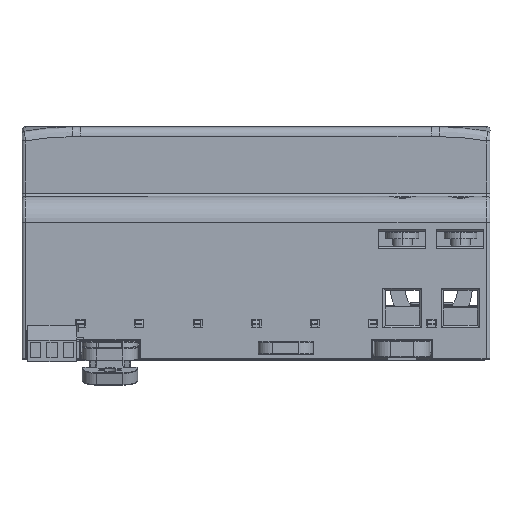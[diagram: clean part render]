
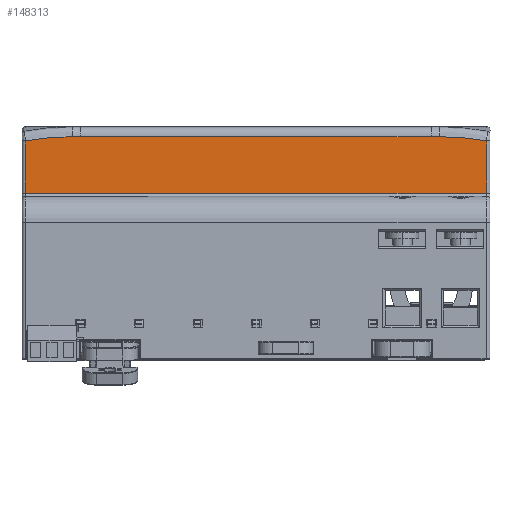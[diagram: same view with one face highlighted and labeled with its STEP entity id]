
A CAD part, left-side view. The second image highlights one B-rep face of the part: STEP entity #148313.
In plain terms, the highlighted planar face has unit normal (-1, 0, 0).
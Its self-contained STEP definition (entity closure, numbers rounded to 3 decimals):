
#101148=DIRECTION('',(0.,-1.,0.));
#101149=VECTOR('',#101148,17.65);
#101150=CARTESIAN_POINT('',(-22.5,-143.7,51.));
#101151=LINE('',#101150,#101149);
#101155=DIRECTION('',(0.,-1.,0.));
#101156=VECTOR('',#101155,16.95);
#101157=CARTESIAN_POINT('',(-22.5,-161.35,51.));
#101158=LINE('',#101157,#101156);
#101184=DIRECTION('',(0.,1.,0.));
#101185=VECTOR('',#101184,106.7);
#101186=CARTESIAN_POINT('',(-22.5,-143.7,51.));
#101187=LINE('',#101186,#101185);
#101191=DIRECTION('',(0.,0.,-1.));
#101192=VECTOR('',#101191,9.);
#101193=CARTESIAN_POINT('',(-22.5,-37.,60.));
#101194=LINE('',#101193,#101192);
#101198=CARTESIAN_POINT('',(-22.5,-37.,
66.994));
#101199=CARTESIAN_POINT('',(-22.5,-37.467,
67.082));
#101200=CARTESIAN_POINT('',(-22.5,-38.606,
67.285));
#101201=CARTESIAN_POINT('',(-22.5,-40.403,
67.559));
#101202=CARTESIAN_POINT('',(-22.5,-42.371,
67.804));
#101203=CARTESIAN_POINT('',(-22.5,-44.286,
67.993));
#101204=CARTESIAN_POINT('',(-22.5,-46.147,
68.132));
#101205=CARTESIAN_POINT('',(-22.5,-47.951,
68.225));
#101206=CARTESIAN_POINT('',(-22.5,-49.7,
68.276));
#101207=CARTESIAN_POINT('',(-22.5,-50.847,
68.286));
#101208=CARTESIAN_POINT('',(-22.5,-51.411,
68.285));
#101213=DIRECTION('',(0.,0.,
-1.));
#101214=VECTOR('',#101213,6.994);
#101215=CARTESIAN_POINT('',(-22.5,-178.3,
66.994));
#101216=LINE('',#101215,#101214);
#101220=DIRECTION('',(0.,0.,-1.));
#101221=VECTOR('',#101220,9.);
#101222=CARTESIAN_POINT('',(-22.5,-178.3,60.));
#101223=LINE('',#101222,#101221);
#101242=DIRECTION('',(0.,0.,
-1.));
#101243=VECTOR('',#101242,6.994);
#101244=CARTESIAN_POINT('',(-22.5,-37.,
66.994));
#101245=LINE('',#101244,#101243);
#116266=CARTESIAN_POINT('',(-22.5,-178.3,
66.994));
#116267=CARTESIAN_POINT('',(-22.5,-177.846,
67.08));
#116268=CARTESIAN_POINT('',(-22.5,-176.921,
67.245));
#116269=CARTESIAN_POINT('',(-22.5,-175.51,
67.468));
#116270=CARTESIAN_POINT('',(-22.5,-174.011,
67.674));
#116271=CARTESIAN_POINT('',(-22.5,-172.528,
67.847));
#116272=CARTESIAN_POINT('',(-22.5,-170.985,
67.996));
#116273=CARTESIAN_POINT('',(-22.5,-169.357,
68.12));
#116274=CARTESIAN_POINT('',(-22.5,-167.698,
68.211));
#116275=CARTESIAN_POINT('',(-22.5,-165.893,
68.272));
#116276=CARTESIAN_POINT('',(-22.5,-164.575,
68.285));
#116277=CARTESIAN_POINT('',(-22.5,-163.889,
68.284));
#116318=DIRECTION('',(0.,1.,-0.001));
#116319=VECTOR('',#116318,2.489);
#116320=CARTESIAN_POINT('',(-22.5,-163.889,
68.284));
#116321=LINE('',#116320,#116319);
#116325=DIRECTION('',(0.001,1.,-0.004));
#116326=VECTOR('',#116325,0.05);
#116327=CARTESIAN_POINT('',(-22.5,-161.4,
68.283));
#116328=LINE('',#116327,#116326);
#116332=DIRECTION('',(0.,1.,
0.));
#116333=VECTOR('',#116332,17.65);
#116334=CARTESIAN_POINT('',(-22.5,-161.35,68.282));
#116335=LINE('',#116334,#116333);
#116339=DIRECTION('',(0.,1.,0.));
#116340=VECTOR('',#116339,89.75);
#116341=CARTESIAN_POINT('',(-22.5,-143.7,
68.282));
#116342=LINE('',#116341,#116340);
#116346=DIRECTION('',(0.,1.,0.));
#116347=VECTOR('',#116346,0.05);
#116348=CARTESIAN_POINT('',(-22.5,-53.95,68.282));
#116349=LINE('',#116348,#116347);
#116434=CARTESIAN_POINT('',(-22.5,-53.9,
68.282));
#116435=CARTESIAN_POINT('',(-22.5,-53.623,
68.282));
#116436=CARTESIAN_POINT('',(-22.5,-53.07,
68.283));
#116437=CARTESIAN_POINT('',(-22.5,-52.241,
68.283));
#116438=CARTESIAN_POINT('',(-22.5,-51.688,
68.284));
#116439=CARTESIAN_POINT('',(-22.5,-51.411,
68.285));
#139334=CARTESIAN_POINT('',(-22.5,-37.,51.));
#139335=VERTEX_POINT('',#139334);
#139562=VERTEX_POINT('',#101198);
#139563=VERTEX_POINT('',#101208);
#139564=VERTEX_POINT('',#116434);
#139585=CARTESIAN_POINT('',(-22.5,-37.,60.));
#139586=VERTEX_POINT('',#139585);
#139605=CARTESIAN_POINT('',(-22.5,-53.95,68.282));
#139606=VERTEX_POINT('',#139605);
#142223=CARTESIAN_POINT('',(-22.5,-178.3,66.994));
#142225=VERTEX_POINT('',#142223);
#142228=CARTESIAN_POINT('',(-22.5,-178.3,60.));
#142229=VERTEX_POINT('',#142228);
#142230=CARTESIAN_POINT('',(-22.5,-178.3,51.));
#142231=VERTEX_POINT('',#142230);
#142232=CARTESIAN_POINT('',(-22.5,-161.4,
68.283));
#142233=CARTESIAN_POINT('',(-22.5,-161.35,68.282));
#142234=VERTEX_POINT('',#142232);
#142235=VERTEX_POINT('',#142233);
#143051=VERTEX_POINT('',#116277);
#143281=CARTESIAN_POINT('',(-22.5,-161.35,51.));
#143282=VERTEX_POINT('',#143281);
#144349=CARTESIAN_POINT('',(-22.5,-143.7,
68.282));
#144350=VERTEX_POINT('',#144349);
#144409=CARTESIAN_POINT('',(-22.5,-143.7,51.));
#144410=VERTEX_POINT('',#144409);
#148279=CARTESIAN_POINT('',(-22.5,-71.9,50.));
#148280=DIRECTION('',(-1.,0.,0.));
#148281=DIRECTION('',(0.,0.,1.));
#148282=AXIS2_PLACEMENT_3D('',#148279,#148280,#148281);
#148283=PLANE('',#148282);
#148284=ORIENTED_EDGE('',*,*,#148263,.T.);
#148286=ORIENTED_EDGE('',*,*,#148285,.F.);
#148288=ORIENTED_EDGE('',*,*,#148287,.F.);
#148290=ORIENTED_EDGE('',*,*,#148289,.T.);
#148292=ORIENTED_EDGE('',*,*,#148291,.F.);
#148294=ORIENTED_EDGE('',*,*,#148293,.F.);
#148296=ORIENTED_EDGE('',*,*,#148295,.F.);
#148298=ORIENTED_EDGE('',*,*,#148297,.F.);
#148300=ORIENTED_EDGE('',*,*,#148299,.F.);
#148302=ORIENTED_EDGE('',*,*,#148301,.F.);
#148304=ORIENTED_EDGE('',*,*,#148303,.F.);
#148306=ORIENTED_EDGE('',*,*,#148305,.T.);
#148308=ORIENTED_EDGE('',*,*,#148307,.T.);
#148309=ORIENTED_EDGE('',*,*,#148267,.F.);
#148310=ORIENTED_EDGE('',*,*,#148265,.F.);
#148311=EDGE_LOOP('',(#148284,#148286,#148288,#148290,#148292,#148294,#148296,
#148298,#148300,#148302,#148304,#148306,#148308,#148309,#148310));
#148312=FACE_OUTER_BOUND('',#148311,.F.);
#101209=B_SPLINE_CURVE_WITH_KNOTS('',3,(#101198,#101199,#101200,#101201,#101202,
#101203,#101204,#101205,#101206,#101207,#101208),.UNSPECIFIED.,.F.,.F.,(4,1,1,1,
1,1,1,1,4),(0.,0.099,0.24,0.377,
0.51,0.638,0.763,0.883,1.),
.UNSPECIFIED.);
#116278=B_SPLINE_CURVE_WITH_KNOTS('',3,(#116266,#116267,#116268,#116269,#116270,
#116271,#116272,#116273,#116274,#116275,#116276,#116277),.UNSPECIFIED.,.F.,.F.,(
4,1,1,1,1,1,1,1,1,4),(0.,0.111,0.222,
0.333,0.444,0.556,0.667,
0.778,0.889,1.),.UNSPECIFIED.);
#116440=B_SPLINE_CURVE_WITH_KNOTS('',3,(#116434,#116435,#116436,#116437,#116438,
#116439),.UNSPECIFIED.,.F.,.F.,(4,1,1,4),(0.,0.333,
0.667,1.),.UNSPECIFIED.);
#148263=EDGE_CURVE('',#144410,#139335,#101187,.T.);
#148265=EDGE_CURVE('',#144410,#143282,#101151,.T.);
#148267=EDGE_CURVE('',#143282,#142231,#101158,.T.);
#148285=EDGE_CURVE('',#139586,#139335,#101194,.T.);
#148287=EDGE_CURVE('',#139562,#139586,#101245,.T.);
#148289=EDGE_CURVE('',#139562,#139563,#101209,.T.);
#148291=EDGE_CURVE('',#139564,#139563,#116440,.T.);
#148293=EDGE_CURVE('',#139606,#139564,#116349,.T.);
#148295=EDGE_CURVE('',#144350,#139606,#116342,.T.);
#148297=EDGE_CURVE('',#142235,#144350,#116335,.T.);
#148299=EDGE_CURVE('',#142234,#142235,#116328,.T.);
#148301=EDGE_CURVE('',#143051,#142234,#116321,.T.);
#148303=EDGE_CURVE('',#142225,#143051,#116278,.T.);
#148305=EDGE_CURVE('',#142225,#142229,#101216,.T.);
#148307=EDGE_CURVE('',#142229,#142231,#101223,.T.);
#148313=ADVANCED_FACE('',(#148312),#148283,.T.);
